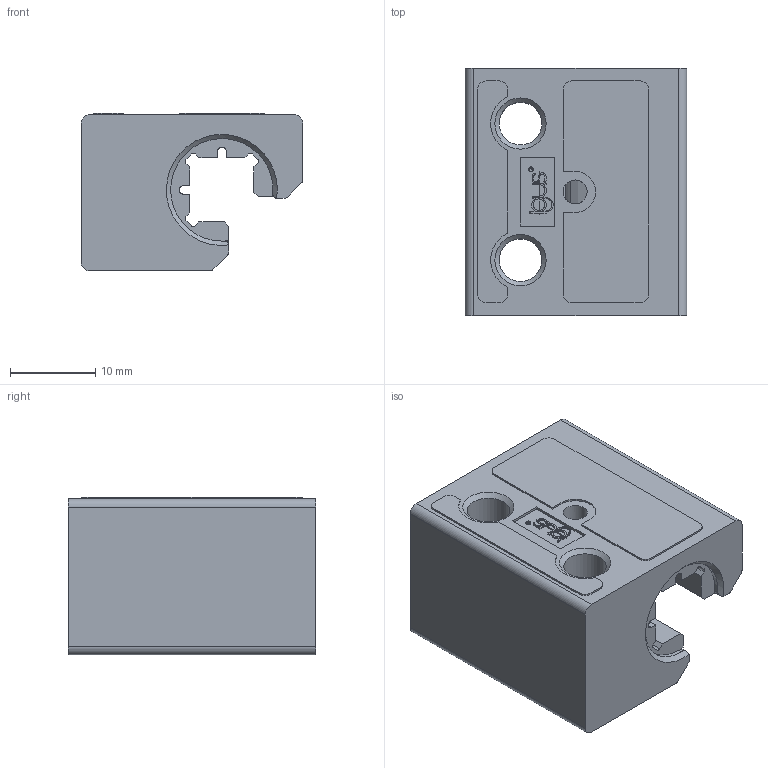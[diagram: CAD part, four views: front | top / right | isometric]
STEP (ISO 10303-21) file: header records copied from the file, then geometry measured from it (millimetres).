
FILE_DESCRIPTION(/* description */ (''),/* implementation_level */ '2;1');
FILE_NAME(/* name */ 'MISC_PillowBlock_WJ200QM_01_10.ipt.step',/* time_stamp */ '2014-01-01T17:37:27-08:00',/* author */ ('Autodesk Inc.'),/* organization */ ('Autodesk Inc.'),/* preprocessor_version */ 'ST-DEVELOPER v15.2',/* originating_system */ 'Autodesk Inventor 2014',/* authorisation */ '');
FILE_SCHEMA (('AUTOMOTIVE_DESIGN { 1 0 10303 214 3 1 1 }'));
Length unit declared in the file: millimetre
Products named in the file (1): MISC_PillowBlock_WJ200QM_01_10
Bounding box: 26 x 29 x 18.5 mm (x, y, z)
Volume: 8637.3 mm3; surface area: 4802.5 mm2
Topology: 1 solids, 1 shells, 214 faces, 588 edges, 389 vertices
Faces by surface type: plane 135, cylinder 73, cone 6
Full cylindrical faces by diameter (mm): 0.2 x1, 0.5 x1, 0.55 x1, 2.8 x1, 5 x2, 9.5 x2
Entity records: 7026 total; most frequent: CARTESIAN_POINT 1260, DIRECTION 1155, ORIENTED_EDGE 1152, EDGE_CURVE 576, LINE 415, VECTOR 415, VERTEX_POINT 389, AXIS2_PLACEMENT_3D 370
